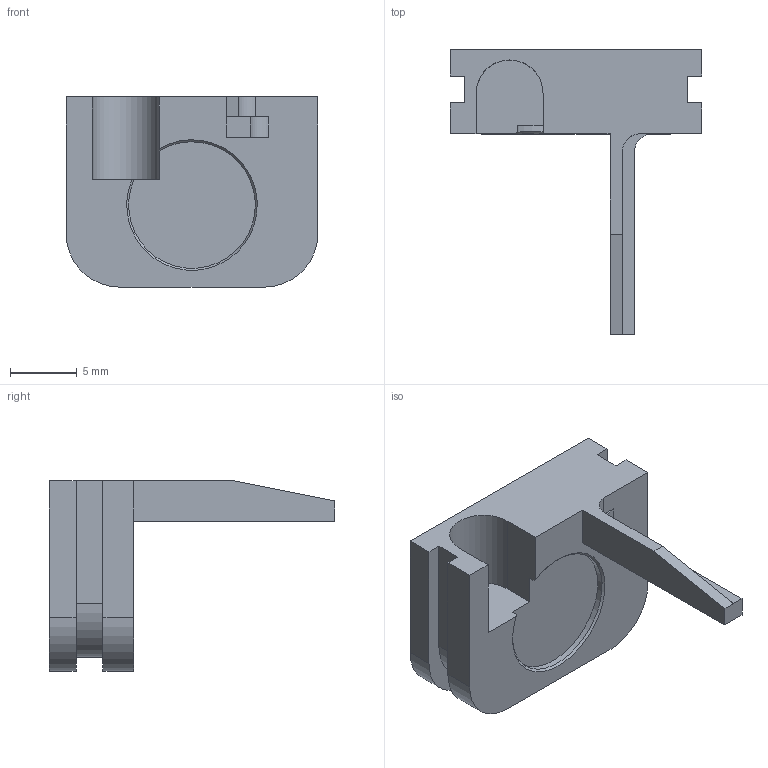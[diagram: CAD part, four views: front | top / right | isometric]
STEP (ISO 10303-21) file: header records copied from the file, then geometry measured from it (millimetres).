
FILE_DESCRIPTION(/* description */ (''),/* implementation_level */ '2;1');
FILE_NAME(/* name */ 'TENON LEVIER CAFE RACER.step',/* time_stamp */ '2022-04-09T23:30:18+02:00',/* author */ (''),/* organization */ (''),/* preprocessor_version */ 'ST-DEVELOPER v18.1',/* originating_system */ 'Autodesk Translation Framework v10.14.0.1471',/* authorisation */ '');
FILE_SCHEMA (('AUTOMOTIVE_DESIGN { 1 0 10303 214 3 1 1 }'));
Length unit declared in the file: millimetre
Products named in the file (1): (Non enregistré)
Bounding box: 18.8 x 21.3 x 14.2 mm (x, y, z)
Volume: 1406.6 mm3; surface area: 1192.9 mm2
Topology: 1 solids, 1 shells, 36 faces, 101 edges, 67 vertices
Faces by surface type: plane 25, cylinder 10, cone 1
Entity records: 1189 total; most frequent: CARTESIAN_POINT 209, ORIENTED_EDGE 202, DIRECTION 194, EDGE_CURVE 101, LINE 78, VECTOR 78, VERTEX_POINT 67, AXIS2_PLACEMENT_3D 58
